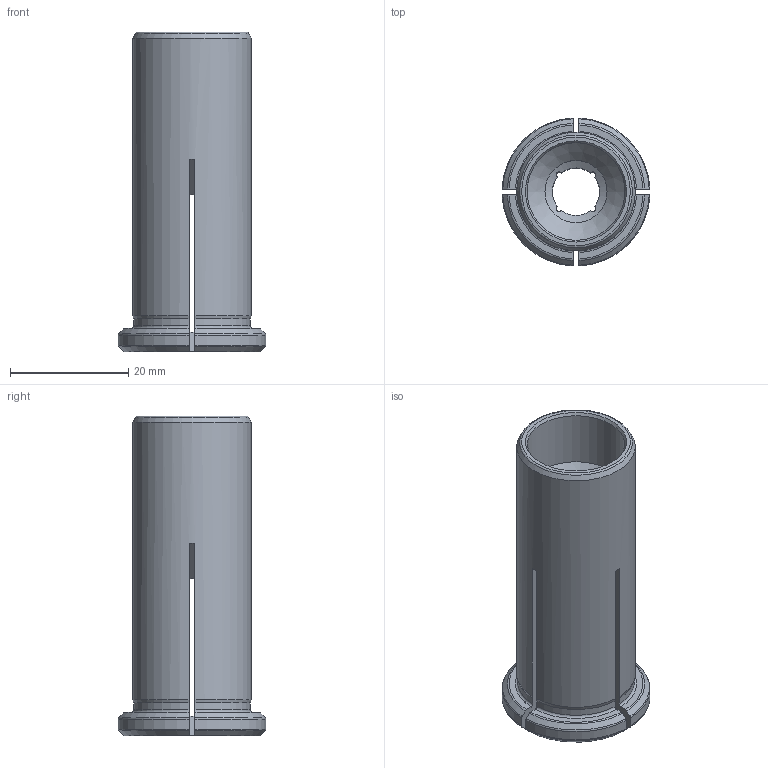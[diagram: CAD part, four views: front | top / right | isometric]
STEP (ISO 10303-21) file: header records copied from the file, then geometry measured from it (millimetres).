
FILE_DESCRIPTION(/* description */ (''),/* implementation_level */ '2;1');
FILE_NAME(/* name */ '192008002.stp',/* time_stamp */ '2021-09-17T11:56:28',/* author */ ('LRA'),/* organization */ ('REGO-FIX'),/* preprocessor_version */ ' Unknown',/* originating_system */ 'SIEMENS PLM Software Solid Edge ST10',/* authorization */ 'Unknown');
FILE_SCHEMA (('AUTOMOTIVE_DESIGN { 1 0 10303 214 2 1 1}'));
Length unit declared in the file: millimetre
Products named in the file (1): NOCUT
Bounding box: 24.98 x 24.98 x 54 mm (x, y, z)
Volume: 12025.6 mm3; surface area: 7134.4 mm2
Topology: 1 solids, 1 shells, 82 faces, 245 edges, 161 vertices
Faces by surface type: torus 25, plane 22, cylinder 19, cone 16
Full cylindrical faces by diameter (mm): 10.5 x1, 16.5 x1, 20 x1
Entity records: 3428 total; most frequent: CARTESIAN_POINT 734, ORIENTED_EDGE 464, DIRECTION 408, EDGE_CURVE 232, AXIS2_PLACEMENT_3D 166, VERTEX_POINT 156, EDGE_LOOP 96, FACE_BOUND 96
